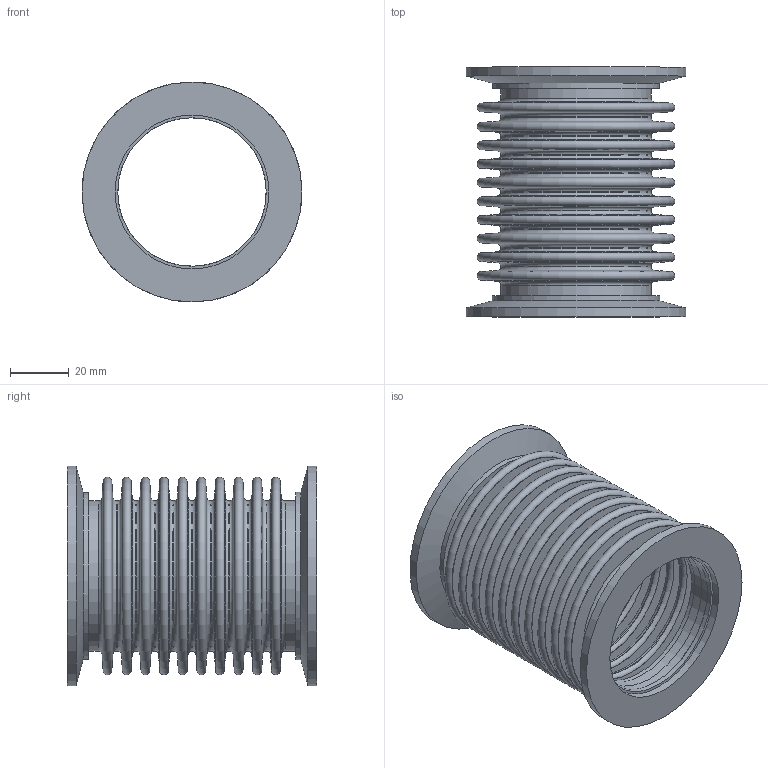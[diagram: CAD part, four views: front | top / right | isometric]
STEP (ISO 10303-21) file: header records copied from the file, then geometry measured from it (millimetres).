
FILE_DESCRIPTION(/* description */ (''),/* implementation_level */ '2;1');
FILE_NAME(/* name */ 'SteelBellow-D10000000587014-D10000000587014_A001.stp',/* time_stamp */ '2021-05-14T11:36:04+02:00',/* author */ (''),/* organization */ (''),/* preprocessor_version */ 'ST-DEVELOPER v16.7',/* originating_system */ 'SIEMENS PLM Software NX 1872',/* authorisation */ '');
FILE_SCHEMA (('AUTOMOTIVE_DESIGN { 1 0 10303 214 3 1 1 1 }'));
Length unit declared in the file: millimetre
Products named in the file (3): qf50-224-lf-3D-D10000000587012-D10000000587012_A001; Bellow-D10000000585870-D10000000585870_A001; SteelBellow-D10000000587014-D10000000587014_A001
Assembly tree (3 placements, depth 2):
  SteelBellow-D10000000587014-D10000000587014_A001
    Bellow-D10000000585870-D10000000585870_A001
    qf50-224-lf-3D-D10000000587012-D10000000587012_A001  x2
Bounding box: 74.93 x 85.09 x 74.93 mm (x, y, z)
Volume: 28733.9 mm3; surface area: 90700.4 mm2
Topology: 3 solids, 3 shells, 123 faces, 284 edges, 170 vertices
Faces by surface type: torus 51, cone 42, cylinder 22, plane 8
Full cylindrical faces by diameter (mm): 50.6 x2, 50.8 x11, 51.105 x3, 52.451 x2, 57 x2, 74.93 x2
Entity records: 2503 total; most frequent: DIRECTION 487, CARTESIAN_POINT 368, ORIENTED_EDGE 252, AXIS2_PLACEMENT_3D 241, EDGE_LOOP 225, FACE_BOUND 220, EDGE_CURVE 126, VERTEX_POINT 121
